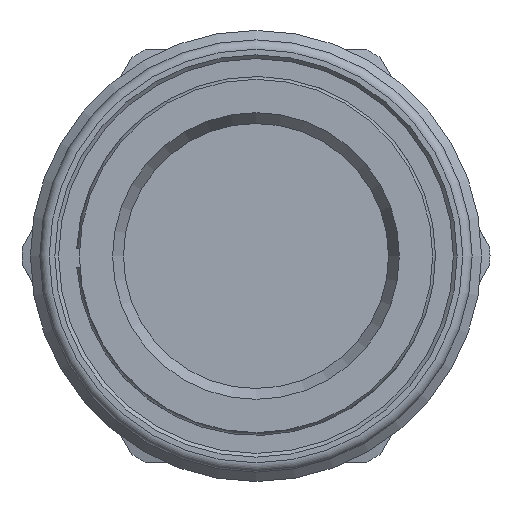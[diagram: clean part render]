
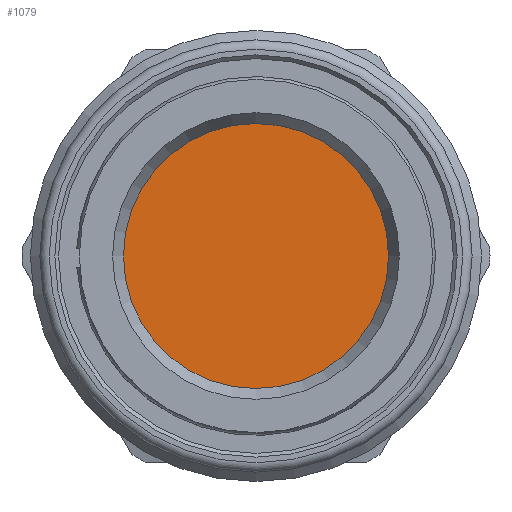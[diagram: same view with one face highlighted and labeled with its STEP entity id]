
A CAD part, left-side view. The second image highlights one B-rep face of the part: STEP entity #1079.
In plain terms, the highlighted planar face has unit normal (-1, 0, 0).
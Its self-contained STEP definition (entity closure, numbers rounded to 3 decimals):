
#267=FACE_OUTER_BOUND('',#338,.T.);
#338=EDGE_LOOP('',(#750));
#421=CIRCLE('',#1169,7.05);
#502=VERTEX_POINT('',#1678);
#596=EDGE_CURVE('',#502,#502,#421,.T.);
#750=ORIENTED_EDGE('',*,*,#596,.F.);
#1058=PLANE('',#1168);
#1079=ADVANCED_FACE('',(#267),#1058,.T.);
#1168=AXIS2_PLACEMENT_3D('',#1677,#1324,#1325);
#1169=AXIS2_PLACEMENT_3D('',#1679,#1326,#1327);
#1324=DIRECTION('center_axis',(-1.,0.,0.));
#1325=DIRECTION('ref_axis',(0.,0.,1.));
#1326=DIRECTION('center_axis',(1.,0.,0.));
#1327=DIRECTION('ref_axis',(0.,0.,1.));
#1677=CARTESIAN_POINT('Origin',(26.57,0.,0.));
#1678=CARTESIAN_POINT('',(26.57,-7.05,0.));
#1679=CARTESIAN_POINT('Origin',(26.57,0.,0.));
